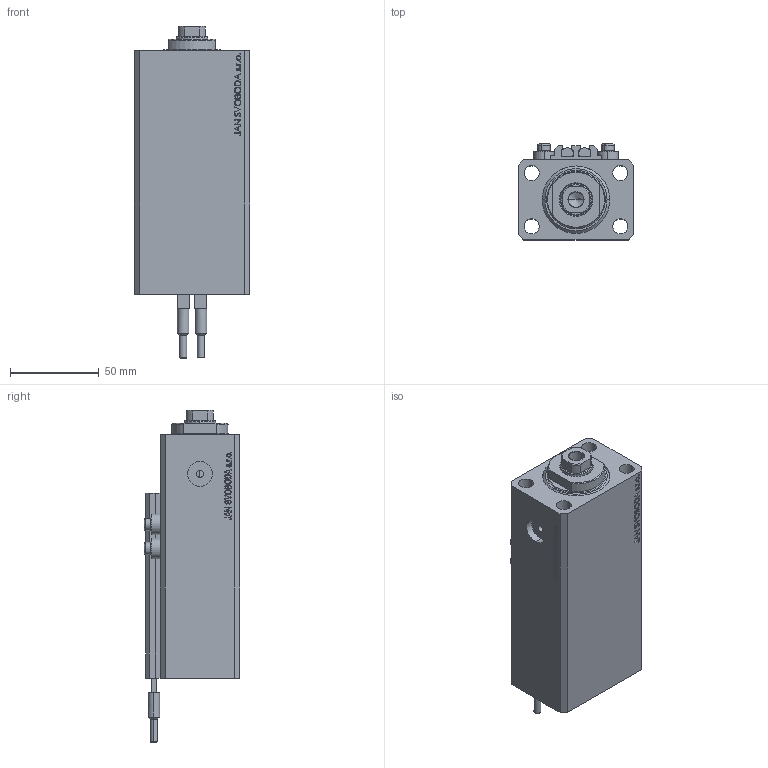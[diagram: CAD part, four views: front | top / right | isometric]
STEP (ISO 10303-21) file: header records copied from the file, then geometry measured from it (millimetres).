
FILE_DESCRIPTION (( 'STEP AP203' ), '1' );
FILE_NAME ('dc83.STEP', '2023-10-07T15:40:52', ( '' ), ( '' ), 'SwSTEP 2.0', 'SolidWorks 2019', '' );
FILE_SCHEMA (( 'CONFIG_CONTROL_DESIGN' ));
Length unit declared in the file: millimetre
Products named in the file (6): V250CE_C_VCP 2b2154c9376df13483e6b905564ad074; dc83; V250CE_VC_C 2b2154c9376df13483e6b905564ad074; ALLEN BOLT V250CE 2b2154c9376df13483e6b905564ad074; V250CE_C_Body 2b2154c9376df13483e6b905564ad074; SWITCH_V250CE 2b2154c9376df13483e6b905564ad074
Assembly tree (9 placements, depth 2):
  dc83
    V250CE_C_Body 2b2154c9376df13483e6b905564ad074
    ALLEN BOLT V250CE 2b2154c9376df13483e6b905564ad074  x4
    V250CE_C_VCP 2b2154c9376df13483e6b905564ad074
    V250CE_VC_C 2b2154c9376df13483e6b905564ad074
    SWITCH_V250CE 2b2154c9376df13483e6b905564ad074  x2
Bounding box: 65 x 54 x 187 mm (x, y, z)
Volume: 369219.1 mm3; surface area: 93834.7 mm2
Topology: 10 solids, 10 shells, 1090 faces, 2716 edges, 1765 vertices
Faces by surface type: plane 536, bspline 374, cylinder 100, cone 62, torus 18
Entity records: 48165 total; most frequent: CARTESIAN_POINT 26008, ORIENTED_EDGE 5014, DIRECTION 3191, EDGE_CURVE 2507, VERTEX_POINT 1651, VECTOR 1519, LINE 1519, EDGE_LOOP 1114
